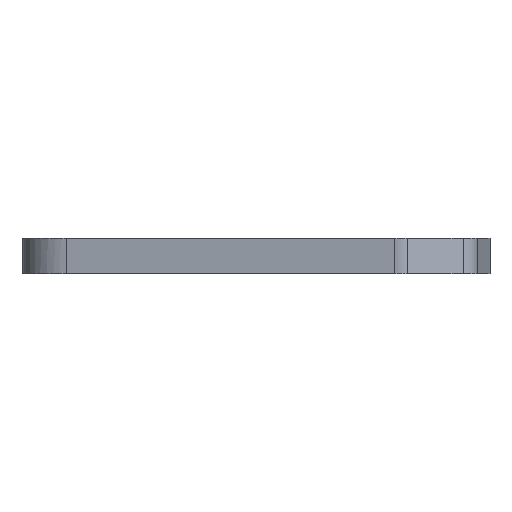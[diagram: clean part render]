
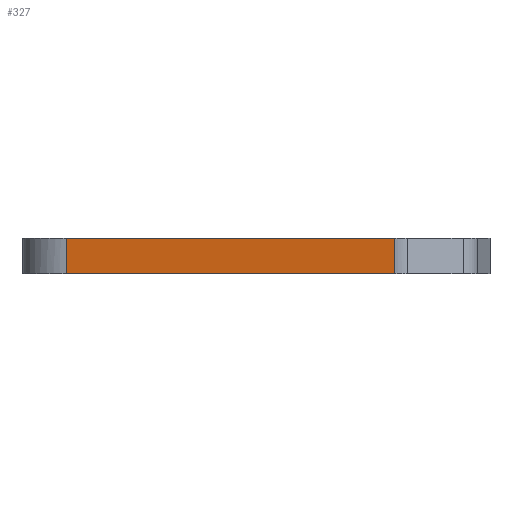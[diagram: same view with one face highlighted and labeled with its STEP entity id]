
A CAD part, left-side view. The second image highlights one B-rep face of the part: STEP entity #327.
In plain terms, the highlighted free-form (B-spline) face has degree [1, 1] with [2, 2] control points.
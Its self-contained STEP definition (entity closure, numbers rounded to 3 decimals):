
#64 = B_SPLINE_SURFACE_WITH_KNOTS ( 'NONE', 1, 1, ( 
 ( #421, #657 ),
 ( #165, #159 ) ),
 .UNSPECIFIED., .F., .F., .F.,
 ( 2, 2 ),
 ( 2, 2 ),
 ( 0., 1. ),
 ( 0., 1. ),
 .UNSPECIFIED. ) ;
#88 = CARTESIAN_POINT ( 'NONE',  ( 108.855, 94.598, -20. ) ) ;
#102 = CARTESIAN_POINT ( 'NONE',  ( 108.855, 94.598, -20. ) ) ;
#120 = CARTESIAN_POINT ( 'NONE',  ( 108.855, 94.598, -20. ) ) ;
#135 = ORIENTED_EDGE ( 'NONE', *, *, #658, .T. ) ;
#140 = CARTESIAN_POINT ( 'NONE',  ( 139.932, 281.892, -20. ) ) ;
#155 = CARTESIAN_POINT ( 'NONE',  ( 139.932, 281.892, -20. ) ) ;
#159 = CARTESIAN_POINT ( 'NONE',  ( 108.855, 94.598, 0. ) ) ;
#165 = CARTESIAN_POINT ( 'NONE',  ( 108.855, 94.598, -20. ) ) ;
#195 = CARTESIAN_POINT ( 'NONE',  ( 119.214, 157.03, 0. ) ) ;
#220 = CARTESIAN_POINT ( 'NONE',  ( 139.932, 281.892, -20. ) ) ;
#223 = B_SPLINE_CURVE_WITH_KNOTS ( 'NONE', 1,
 ( #88, #351 ),
 .UNSPECIFIED., .F., .F.,
 ( 2, 2 ),
 ( 0., 1. ),
 .UNSPECIFIED. ) ;
#249 = EDGE_CURVE ( 'NONE', #460, #661, #223, .T. ) ;
#284 = ORIENTED_EDGE ( 'NONE', *, *, #391, .T. ) ;
#327 = ADVANCED_FACE ( 'NONE', ( #433 ), #64, .T. ) ;
#351 = CARTESIAN_POINT ( 'NONE',  ( 108.855, 94.598, 0. ) ) ;
#353 = EDGE_LOOP ( 'NONE', ( #284, #479, #419, #135 ) ) ;
#358 = B_SPLINE_CURVE_WITH_KNOTS ( 'NONE', 1,
 ( #155, #102 ),
 .UNSPECIFIED., .F., .F.,
 ( 2, 2 ),
 ( 0., 1. ),
 .UNSPECIFIED. ) ;
#391 = EDGE_CURVE ( 'NONE', #435, #460, #358, .T. ) ;
#413 = CARTESIAN_POINT ( 'NONE',  ( 108.855, 94.598, 0. ) ) ;
#419 = ORIENTED_EDGE ( 'NONE', *, *, #472, .F. ) ;
#421 = CARTESIAN_POINT ( 'NONE',  ( 139.932, 281.892, -20. ) ) ;
#433 = FACE_OUTER_BOUND ( 'NONE', #353, .T. ) ;
#435 = VERTEX_POINT ( 'NONE', #220 ) ;
#456 = CARTESIAN_POINT ( 'NONE',  ( 129.573, 219.461, 0. ) ) ;
#459 = B_SPLINE_CURVE_WITH_KNOTS ( 'NONE', 1,
 ( #637, #140 ),
 .UNSPECIFIED., .F., .F.,
 ( 2, 2 ),
 ( 0., 1. ),
 .UNSPECIFIED. ) ;
#460 = VERTEX_POINT ( 'NONE', #120 ) ;
#472 = EDGE_CURVE ( 'NONE', #580, #661, #566, .T. ) ;
#479 = ORIENTED_EDGE ( 'NONE', *, *, #249, .T. ) ;
#507 = CARTESIAN_POINT ( 'NONE',  ( 108.855, 94.598, 0. ) ) ;
#566 = B_SPLINE_CURVE_WITH_KNOTS ( 'NONE', 3,
 ( #683, #456, #195, #413 ),
 .UNSPECIFIED., .F., .F.,
 ( 4, 4 ),
 ( 0., 1. ),
 .UNSPECIFIED. ) ;
#569 = CARTESIAN_POINT ( 'NONE',  ( 139.932, 281.892, 0. ) ) ;
#580 = VERTEX_POINT ( 'NONE', #569 ) ;
#637 = CARTESIAN_POINT ( 'NONE',  ( 139.932, 281.892, 0. ) ) ;
#657 = CARTESIAN_POINT ( 'NONE',  ( 139.932, 281.892, 0. ) ) ;
#658 = EDGE_CURVE ( 'NONE', #580, #435, #459, .T. ) ;
#661 = VERTEX_POINT ( 'NONE', #507 ) ;
#683 = CARTESIAN_POINT ( 'NONE',  ( 139.932, 281.892, 0. ) ) ;
